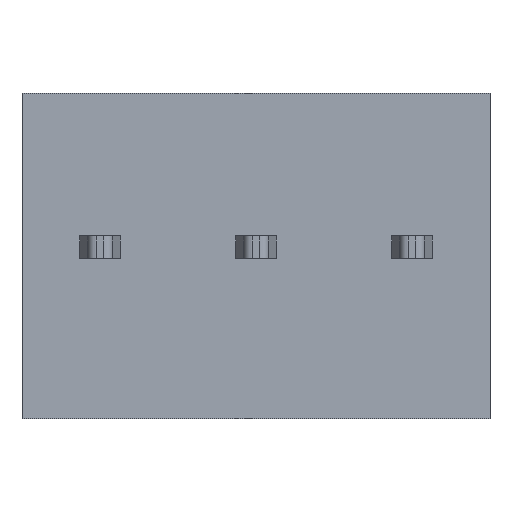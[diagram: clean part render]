
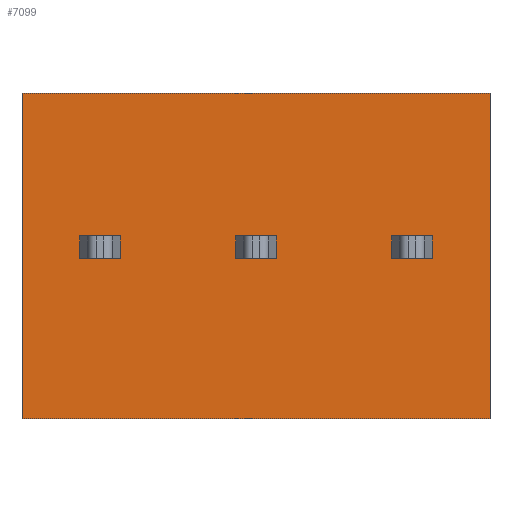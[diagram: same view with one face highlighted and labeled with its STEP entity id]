
A CAD part, front view. The second image highlights one B-rep face of the part: STEP entity #7099.
In plain terms, the highlighted planar face has unit normal (0, -1, 0).
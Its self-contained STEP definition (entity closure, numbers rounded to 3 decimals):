
#22=DIRECTION('',(0.,0.,-1.));
#23=VECTOR('',#22,7.3);
#24=CARTESIAN_POINT('',(-5.25,-2.4,0.));
#25=LINE('',#24,#23);
#2196=DIRECTION('',(1.,0.,0.));
#2197=VECTOR('',#2196,10.5);
#2198=CARTESIAN_POINT('',(-5.25,-2.4,-7.3));
#2199=LINE('',#2198,#2197);
#2455=DIRECTION('',(1.,0.,0.));
#2456=VECTOR('',#2455,10.5);
#2457=CARTESIAN_POINT('',(-5.25,-2.4,0.));
#2458=LINE('',#2457,#2456);
#2462=DIRECTION('',(1.,0.,0.));
#2463=VECTOR('',#2462,0.9);
#2464=CARTESIAN_POINT('',(3.05,-2.4,-3.7));
#2465=LINE('',#2464,#2463);
#2469=DIRECTION('',(0.,0.,1.));
#2470=VECTOR('',#2469,0.5);
#2471=CARTESIAN_POINT('',(3.95,-2.4,-3.7));
#2472=LINE('',#2471,#2470);
#2476=DIRECTION('',(1.,0.,0.));
#2477=VECTOR('',#2476,0.9);
#2478=CARTESIAN_POINT('',(3.05,-2.4,-3.2));
#2479=LINE('',#2478,#2477);
#2483=DIRECTION('',(0.,0.,1.));
#2484=VECTOR('',#2483,0.5);
#2485=CARTESIAN_POINT('',(3.05,-2.4,-3.7));
#2486=LINE('',#2485,#2484);
#2490=DIRECTION('',(1.,0.,0.));
#2491=VECTOR('',#2490,0.9);
#2492=CARTESIAN_POINT('',(-0.45,-2.4,-3.7));
#2493=LINE('',#2492,#2491);
#2497=DIRECTION('',(0.,0.,1.));
#2498=VECTOR('',#2497,0.5);
#2499=CARTESIAN_POINT('',(0.45,-2.4,-3.7));
#2500=LINE('',#2499,#2498);
#2504=DIRECTION('',(1.,0.,0.));
#2505=VECTOR('',#2504,0.9);
#2506=CARTESIAN_POINT('',(-0.45,-2.4,-3.2));
#2507=LINE('',#2506,#2505);
#2511=DIRECTION('',(0.,0.,1.));
#2512=VECTOR('',#2511,0.5);
#2513=CARTESIAN_POINT('',(-0.45,-2.4,-3.7));
#2514=LINE('',#2513,#2512);
#2518=DIRECTION('',(1.,0.,0.));
#2519=VECTOR('',#2518,0.9);
#2520=CARTESIAN_POINT('',(-3.95,-2.4,-3.7));
#2521=LINE('',#2520,#2519);
#2525=DIRECTION('',(0.,0.,1.));
#2526=VECTOR('',#2525,0.5);
#2527=CARTESIAN_POINT('',(-3.05,-2.4,-3.7));
#2528=LINE('',#2527,#2526);
#2532=DIRECTION('',(1.,0.,0.));
#2533=VECTOR('',#2532,0.9);
#2534=CARTESIAN_POINT('',(-3.95,-2.4,-3.2));
#2535=LINE('',#2534,#2533);
#2539=DIRECTION('',(0.,0.,1.));
#2540=VECTOR('',#2539,0.5);
#2541=CARTESIAN_POINT('',(-3.95,-2.4,-3.7));
#2542=LINE('',#2541,#2540);
#2604=DIRECTION('',(0.,0.,-1.));
#2605=VECTOR('',#2604,7.3);
#2606=CARTESIAN_POINT('',(5.25,-2.4,0.));
#2607=LINE('',#2606,#2605);
#4638=CARTESIAN_POINT('',(-5.25,-2.4,0.));
#4639=CARTESIAN_POINT('',(-5.25,-2.4,-7.3));
#4640=VERTEX_POINT('',#4638);
#4641=VERTEX_POINT('',#4639);
#4658=CARTESIAN_POINT('',(5.25,-2.4,0.));
#4659=CARTESIAN_POINT('',(5.25,-2.4,-7.3));
#4660=VERTEX_POINT('',#4658);
#4661=VERTEX_POINT('',#4659);
#4694=CARTESIAN_POINT('',(3.05,-2.4,-3.7));
#4695=CARTESIAN_POINT('',(3.95,-2.4,-3.7));
#4696=VERTEX_POINT('',#4694);
#4697=VERTEX_POINT('',#4695);
#4698=CARTESIAN_POINT('',(3.05,-2.4,-3.2));
#4699=CARTESIAN_POINT('',(3.95,-2.4,-3.2));
#4700=VERTEX_POINT('',#4698);
#4701=VERTEX_POINT('',#4699);
#4912=CARTESIAN_POINT('',(0.45,-2.4,-3.7));
#4913=VERTEX_POINT('',#4912);
#4914=CARTESIAN_POINT('',(-0.45,-2.4,-3.7));
#4915=VERTEX_POINT('',#4914);
#4916=CARTESIAN_POINT('',(0.45,-2.4,-3.2));
#4917=VERTEX_POINT('',#4916);
#4918=CARTESIAN_POINT('',(-0.45,-2.4,-3.2));
#4919=VERTEX_POINT('',#4918);
#5044=CARTESIAN_POINT('',(-3.05,-2.4,-3.7));
#5045=VERTEX_POINT('',#5044);
#5046=CARTESIAN_POINT('',(-3.95,-2.4,-3.7));
#5047=VERTEX_POINT('',#5046);
#5048=CARTESIAN_POINT('',(-3.05,-2.4,-3.2));
#5049=VERTEX_POINT('',#5048);
#5050=CARTESIAN_POINT('',(-3.95,-2.4,-3.2));
#5051=VERTEX_POINT('',#5050);
#7057=CARTESIAN_POINT('',(-5.25,-2.4,0.));
#7058=DIRECTION('',(0.,-1.,0.));
#7059=DIRECTION('',(0.,0.,-1.));
#7060=AXIS2_PLACEMENT_3D('',#7057,#7058,#7059);
#7061=PLANE('',#7060);
#7062=ORIENTED_EDGE('',*,*,#5309,.F.);
#7063=ORIENTED_EDGE('',*,*,#5340,.T.);
#7065=ORIENTED_EDGE('',*,*,#7064,.T.);
#7066=ORIENTED_EDGE('',*,*,#6771,.F.);
#7067=EDGE_LOOP('',(#7062,#7063,#7065,#7066));
#7068=FACE_OUTER_BOUND('',#7067,.F.);
#7070=ORIENTED_EDGE('',*,*,#7069,.T.);
#7072=ORIENTED_EDGE('',*,*,#7071,.T.);
#7074=ORIENTED_EDGE('',*,*,#7073,.F.);
#7076=ORIENTED_EDGE('',*,*,#7075,.F.);
#7077=EDGE_LOOP('',(#7070,#7072,#7074,#7076));
#7078=FACE_BOUND('',#7077,.F.);
#7080=ORIENTED_EDGE('',*,*,#7079,.T.);
#7082=ORIENTED_EDGE('',*,*,#7081,.T.);
#7084=ORIENTED_EDGE('',*,*,#7083,.F.);
#7086=ORIENTED_EDGE('',*,*,#7085,.F.);
#7087=EDGE_LOOP('',(#7080,#7082,#7084,#7086));
#7088=FACE_BOUND('',#7087,.F.);
#7090=ORIENTED_EDGE('',*,*,#7089,.T.);
#7092=ORIENTED_EDGE('',*,*,#7091,.T.);
#7094=ORIENTED_EDGE('',*,*,#7093,.F.);
#7096=ORIENTED_EDGE('',*,*,#7095,.F.);
#7097=EDGE_LOOP('',(#7090,#7092,#7094,#7096));
#7098=FACE_BOUND('',#7097,.F.);
#5309=EDGE_CURVE('',#4640,#4641,#25,.T.);
#5340=EDGE_CURVE('',#4640,#4660,#2458,.T.);
#6771=EDGE_CURVE('',#4641,#4661,#2199,.T.);
#7064=EDGE_CURVE('',#4660,#4661,#2607,.T.);
#7069=EDGE_CURVE('',#4696,#4697,#2465,.T.);
#7071=EDGE_CURVE('',#4697,#4701,#2472,.T.);
#7073=EDGE_CURVE('',#4700,#4701,#2479,.T.);
#7075=EDGE_CURVE('',#4696,#4700,#2486,.T.);
#7079=EDGE_CURVE('',#4915,#4913,#2493,.T.);
#7081=EDGE_CURVE('',#4913,#4917,#2500,.T.);
#7083=EDGE_CURVE('',#4919,#4917,#2507,.T.);
#7085=EDGE_CURVE('',#4915,#4919,#2514,.T.);
#7089=EDGE_CURVE('',#5047,#5045,#2521,.T.);
#7091=EDGE_CURVE('',#5045,#5049,#2528,.T.);
#7093=EDGE_CURVE('',#5051,#5049,#2535,.T.);
#7095=EDGE_CURVE('',#5047,#5051,#2542,.T.);
#7099=ADVANCED_FACE('',(#7068,#7078,#7088,#7098),#7061,.T.);
